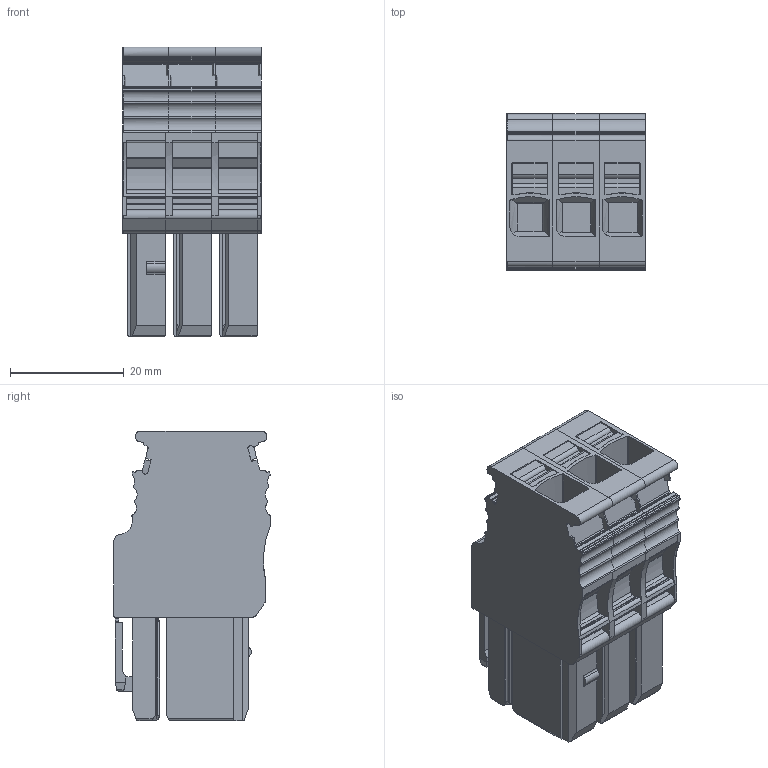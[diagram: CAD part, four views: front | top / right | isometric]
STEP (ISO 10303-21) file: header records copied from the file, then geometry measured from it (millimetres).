
FILE_DESCRIPTION(('CATIA V5 STEP Exchange','CAx-IF Rec.Pracs.--- Model Styling and Organization---1.4--- 2014-01-23'),'2;1');
FILE_NAME ('1235793-1_0', '2021-01-29T07:08:04+00:00', ('none'), ('Weidmueller'), 'CATIA Version 5-6 Release 2016 SP3 HF44', 'CATIA V5 STEP AP214', 'none');
FILE_SCHEMA(('AUTOMOTIVE_DESIGN { 1 0 10303 214 1 1 1 1 }'));
Products named in the file (1): 2762340000
Bounding box: 24.3 x 27.5 x 50.95 mm (x, y, z)
Volume: 20912.2 mm3; surface area: 18611.9 mm2
Topology: 7 solids, 24 shells, 2585 faces, 6738 edges, 4251 vertices
Faces by surface type: plane 1062, cylinder 874, cone 449, extrusion 91, torus 61, bspline 48
Entity records: 81633 total; most frequent: CARTESIAN_POINT 23031, ORIENTED_EDGE 13458, DIRECTION 9610, EDGE_CURVE 6729, VERTEX_POINT 4251, VECTOR 4061, LINE 3970, AXIS2_PLACEMENT_3D 3640
